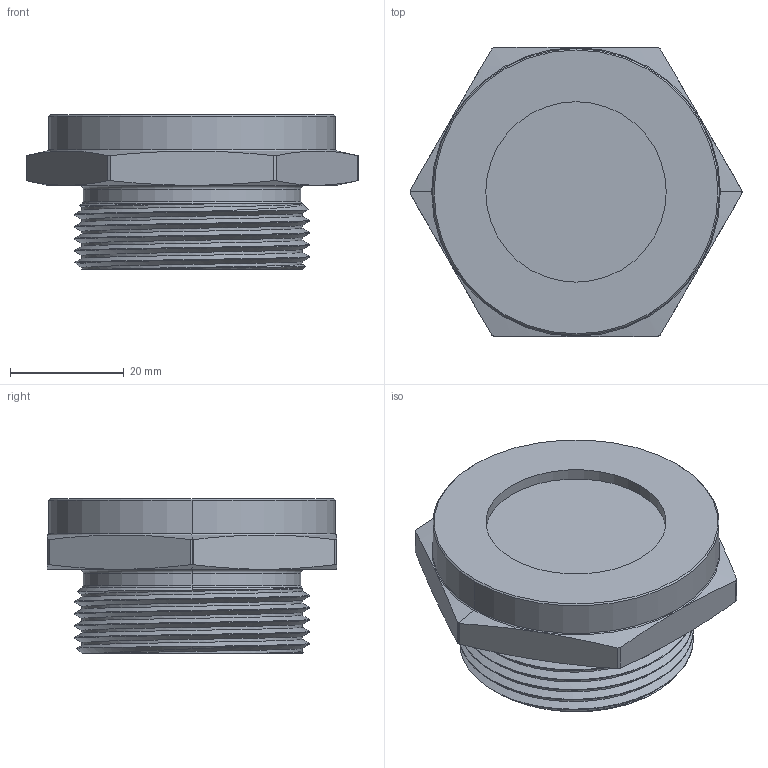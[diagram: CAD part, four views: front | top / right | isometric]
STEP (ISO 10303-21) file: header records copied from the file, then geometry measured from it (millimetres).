
FILE_DESCRIPTION (( 'STEP AP214' ), '1' );
FILE_NAME ('403111.step', '2013-08-21T22:39:39', ( '' ), ( '' ), 'SwSTEP 2.0', 'SolidWorks 2012', '' );
FILE_SCHEMA (( 'AUTOMOTIVE_DESIGN' ));
Length unit declared in the file: inch
Products named in the file (1): 403111
Bounding box: 58.35 x 50.8 x 27.18 mm (x, y, z)
Volume: 23654.7 mm3; surface area: 12636.2 mm2
Topology: 2 solids, 2 shells, 61 faces, 147 edges, 92 vertices
Faces by surface type: cylinder 26, cone 14, plane 12, torus 6, bspline 3
Entity records: 3359 total; most frequent: CARTESIAN_POINT 1952, ORIENTED_EDGE 294, DIRECTION 278, EDGE_CURVE 147, AXIS2_PLACEMENT_3D 117, VERTEX_POINT 92, EDGE_LOOP 65, FACE_OUTER_BOUND 61
